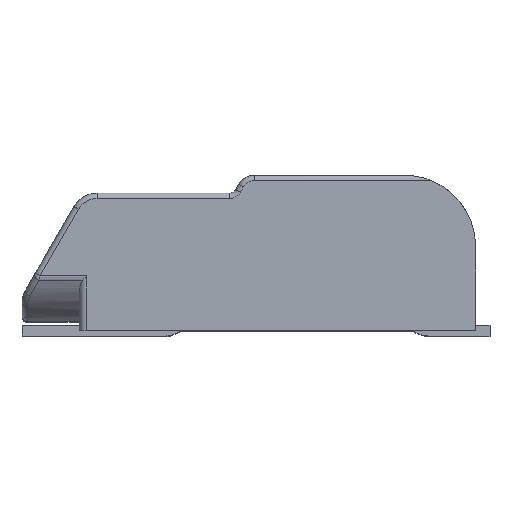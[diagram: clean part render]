
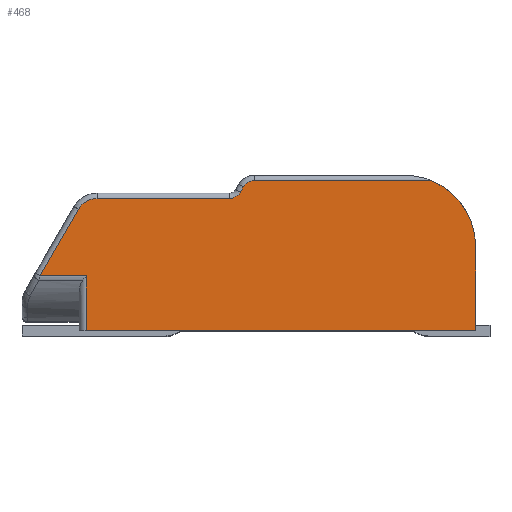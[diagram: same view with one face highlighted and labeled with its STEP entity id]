
A CAD part, top view. The second image highlights one B-rep face of the part: STEP entity #468.
In plain terms, the highlighted planar face has unit normal (0, 0, 1).
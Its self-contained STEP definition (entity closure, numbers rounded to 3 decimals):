
#23 = ORIENTED_EDGE ( 'NONE', *, *, #11563, .T. ) ;
#76 = ORIENTED_EDGE ( 'NONE', *, *, #8474, .T. ) ;
#160 = AXIS2_PLACEMENT_3D ( 'NONE', #4578, #7081, #5818 ) ;
#468 = ADVANCED_FACE ( 'NONE', ( #3415 ), #3727, .F. ) ;
#638 = DIRECTION ( 'NONE',  ( 0., -1., 0. ) ) ;
#655 = CIRCLE ( 'NONE', #3323, 0.35 ) ;
#739 = CARTESIAN_POINT ( 'NONE',  ( -0.39, 4.025, 5.95 ) ) ;
#846 = VECTOR ( 'NONE', #8201, 1000. ) ;
#867 = VERTEX_POINT ( 'NONE', #2812 ) ;
#1189 = EDGE_CURVE ( 'NONE', #10392, #16217, #14022, .T. ) ;
#1466 = CARTESIAN_POINT ( 'NONE',  ( -0.39, 4.025, 5.95 ) ) ;
#1511 = CARTESIAN_POINT ( 'NONE',  ( -4.4, 3.25, 5.95 ) ) ;
#1595 = VECTOR ( 'NONE', #6704, 1000. ) ;
#1708 = LINE ( 'NONE', #9190, #11217 ) ;
#2239 = LINE ( 'NONE', #14643, #846 ) ;
#2277 = AXIS2_PLACEMENT_3D ( 'NONE', #5388, #4149, #7970 ) ;
#2297 = EDGE_CURVE ( 'NONE', #7833, #4511, #655, .T. ) ;
#2345 = EDGE_CURVE ( 'NONE', #6256, #13195, #13593, .T. ) ;
#2685 = CARTESIAN_POINT ( 'NONE',  ( -4.4, 3.85, 5.95 ) ) ;
#2812 = CARTESIAN_POINT ( 'NONE',  ( 6.2, 0.15, 5.95 ) ) ;
#2832 = VERTEX_POINT ( 'NONE', #16528 ) ;
#3237 = DIRECTION ( 'NONE',  ( 0., 0., 1. ) ) ;
#3323 = AXIS2_PLACEMENT_3D ( 'NONE', #10965, #3237, #5943 ) ;
#3415 = FACE_OUTER_BOUND ( 'NONE', #14174, .T. ) ;
#3460 = ORIENTED_EDGE ( 'NONE', *, *, #13552, .T. ) ;
#3727 = PLANE ( 'NONE',  #10432 ) ;
#3934 = CARTESIAN_POINT ( 'NONE',  ( 0., 4.35, 5.95 ) ) ;
#4095 = CARTESIAN_POINT ( 'NONE',  ( -6.5, 0.15, 5.95 ) ) ;
#4149 = DIRECTION ( 'NONE',  ( 0., 0., 1. ) ) ;
#4511 = VERTEX_POINT ( 'NONE', #16066 ) ;
#4578 = CARTESIAN_POINT ( 'NONE',  ( -0.693, 4.2, 5.95 ) ) ;
#4743 = CARTESIAN_POINT ( 'NONE',  ( -6.074, 1.55, 5.95 ) ) ;
#5134 = VERTEX_POINT ( 'NONE', #6968 ) ;
#5180 = DIRECTION ( 'NONE',  ( 1., 0., 0. ) ) ;
#5204 = CIRCLE ( 'NONE', #5767, 0.6 ) ;
#5292 = VECTOR ( 'NONE', #11388, 1000. ) ;
#5378 = ORIENTED_EDGE ( 'NONE', *, *, #1189, .T. ) ;
#5388 = CARTESIAN_POINT ( 'NONE',  ( 4.2, 2.5, 5.95 ) ) ;
#5767 = AXIS2_PLACEMENT_3D ( 'NONE', #1511, #12942, #11860 ) ;
#5818 = DIRECTION ( 'NONE',  ( -1., 0., 0. ) ) ;
#5921 = EDGE_CURVE ( 'NONE', #2832, #867, #6904, .T. ) ;
#5943 = DIRECTION ( 'NONE',  ( -1., 0., 0. ) ) ;
#6125 = ORIENTED_EDGE ( 'NONE', *, *, #2297, .T. ) ;
#6256 = VERTEX_POINT ( 'NONE', #1466 ) ;
#6704 = DIRECTION ( 'NONE',  ( -1., 0., 0. ) ) ;
#6857 = EDGE_CURVE ( 'NONE', #13218, #5134, #10084, .T. ) ;
#6904 = LINE ( 'NONE', #4095, #16455 ) ;
#6968 = CARTESIAN_POINT ( 'NONE',  ( 4.96, 4.35, 5.95 ) ) ;
#7013 = CARTESIAN_POINT ( 'NONE',  ( -5.996, 1.686, 5.95 ) ) ;
#7081 = DIRECTION ( 'NONE',  ( 0., 0., -1. ) ) ;
#7379 = CARTESIAN_POINT ( 'NONE',  ( 6.2, 2.5, 5.95 ) ) ;
#7833 = VERTEX_POINT ( 'NONE', #10666 ) ;
#7970 = DIRECTION ( 'NONE',  ( 1., 0., 0. ) ) ;
#7997 = VERTEX_POINT ( 'NONE', #8138 ) ;
#8138 = CARTESIAN_POINT ( 'NONE',  ( -4.7, 1.686, 5.95 ) ) ;
#8201 = DIRECTION ( 'NONE',  ( 0., -1., 0. ) ) ;
#8212 = CARTESIAN_POINT ( 'NONE',  ( 6.2, 26.404, 5.95 ) ) ;
#8474 = EDGE_CURVE ( 'NONE', #9623, #10392, #5204, .T. ) ;
#8861 = DIRECTION ( 'NONE',  ( 0., 0., -1. ) ) ;
#8921 = DIRECTION ( 'NONE',  ( -1., 0., 0. ) ) ;
#9061 = LINE ( 'NONE', #2685, #1595 ) ;
#9190 = CARTESIAN_POINT ( 'NONE',  ( -6.5, 1.686, 5.95 ) ) ;
#9422 = VECTOR ( 'NONE', #638, 1000. ) ;
#9623 = VERTEX_POINT ( 'NONE', #11994 ) ;
#9768 = DIRECTION ( 'NONE',  ( -0.5, -0.866, 0. ) ) ;
#10084 = CIRCLE ( 'NONE', #2277, 2. ) ;
#10222 = EDGE_CURVE ( 'NONE', #16217, #7997, #1708, .T. ) ;
#10392 = VERTEX_POINT ( 'NONE', #13753 ) ;
#10432 = AXIS2_PLACEMENT_3D ( 'NONE', #16610, #8861, #8921 ) ;
#10441 = VECTOR ( 'NONE', #12995, 1000. ) ;
#10666 = CARTESIAN_POINT ( 'NONE',  ( 0., 4.35, 5.95 ) ) ;
#10843 = LINE ( 'NONE', #3934, #10441 ) ;
#10965 = CARTESIAN_POINT ( 'NONE',  ( 0., 4., 5.95 ) ) ;
#11217 = VECTOR ( 'NONE', #11588, 1000. ) ;
#11388 = DIRECTION ( 'NONE',  ( -0.5, -0.866, 0. ) ) ;
#11563 = EDGE_CURVE ( 'NONE', #4511, #6256, #16516, .T. ) ;
#11588 = DIRECTION ( 'NONE',  ( 1., 0., 0. ) ) ;
#11860 = DIRECTION ( 'NONE',  ( -1., 0., 0. ) ) ;
#11994 = CARTESIAN_POINT ( 'NONE',  ( -4.4, 3.85, 5.95 ) ) ;
#12070 = ORIENTED_EDGE ( 'NONE', *, *, #6857, .T. ) ;
#12899 = ORIENTED_EDGE ( 'NONE', *, *, #16223, .F. ) ;
#12942 = DIRECTION ( 'NONE',  ( 0., 0., 1. ) ) ;
#12995 = DIRECTION ( 'NONE',  ( -1., 0., 0. ) ) ;
#13195 = VERTEX_POINT ( 'NONE', #16818 ) ;
#13218 = VERTEX_POINT ( 'NONE', #7379 ) ;
#13552 = EDGE_CURVE ( 'NONE', #7997, #2832, #2239, .T. ) ;
#13593 = CIRCLE ( 'NONE', #160, 0.35 ) ;
#13753 = CARTESIAN_POINT ( 'NONE',  ( -4.92, 3.55, 5.95 ) ) ;
#14022 = LINE ( 'NONE', #4743, #5292 ) ;
#14045 = EDGE_CURVE ( 'NONE', #13195, #9623, #9061, .T. ) ;
#14174 = EDGE_LOOP ( 'NONE', ( #16108, #3460, #14935, #12899, #12070, #16594, #6125, #23, #15605, #15112, #76, #5378 ) ) ;
#14456 = VECTOR ( 'NONE', #9768, 1000. ) ;
#14643 = CARTESIAN_POINT ( 'NONE',  ( -4.7, 0.15, 5.95 ) ) ;
#14935 = ORIENTED_EDGE ( 'NONE', *, *, #5921, .T. ) ;
#15112 = ORIENTED_EDGE ( 'NONE', *, *, #14045, .T. ) ;
#15605 = ORIENTED_EDGE ( 'NONE', *, *, #2345, .T. ) ;
#16066 = CARTESIAN_POINT ( 'NONE',  ( -0.303, 4.175, 5.95 ) ) ;
#16108 = ORIENTED_EDGE ( 'NONE', *, *, #10222, .T. ) ;
#16169 = LINE ( 'NONE', #8212, #9422 ) ;
#16217 = VERTEX_POINT ( 'NONE', #7013 ) ;
#16223 = EDGE_CURVE ( 'NONE', #13218, #867, #16169, .T. ) ;
#16455 = VECTOR ( 'NONE', #5180, 1000. ) ;
#16516 = LINE ( 'NONE', #739, #14456 ) ;
#16528 = CARTESIAN_POINT ( 'NONE',  ( -4.7, 0.15, 5.95 ) ) ;
#16594 = ORIENTED_EDGE ( 'NONE', *, *, #16642, .T. ) ;
#16610 = CARTESIAN_POINT ( 'NONE',  ( -6.5, 26.404, 5.95 ) ) ;
#16642 = EDGE_CURVE ( 'NONE', #5134, #7833, #10843, .T. ) ;
#16818 = CARTESIAN_POINT ( 'NONE',  ( -0.693, 3.85, 5.95 ) ) ;
